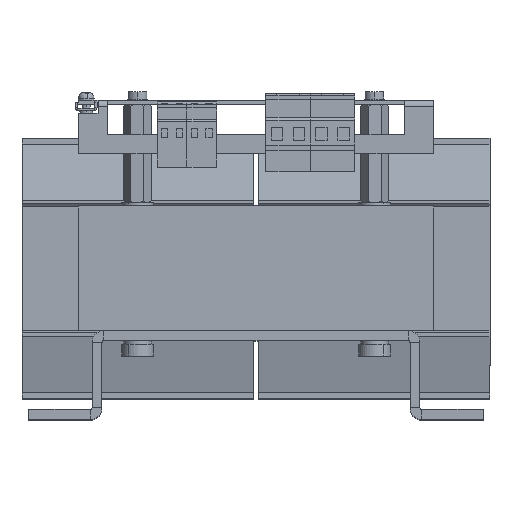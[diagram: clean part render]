
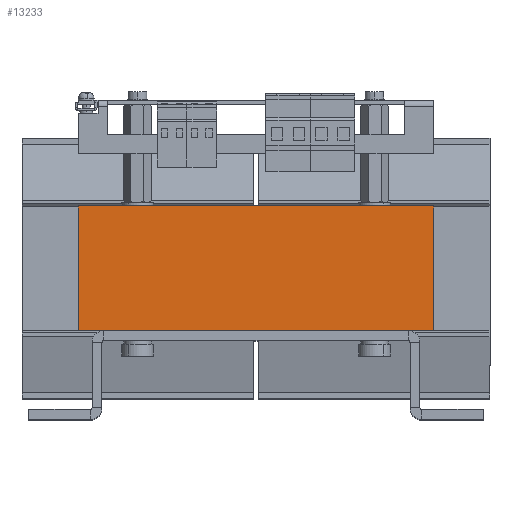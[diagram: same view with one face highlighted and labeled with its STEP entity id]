
A CAD part, top view. The second image highlights one B-rep face of the part: STEP entity #13233.
In plain terms, the highlighted planar face has unit normal (-0.001, 0, 1).
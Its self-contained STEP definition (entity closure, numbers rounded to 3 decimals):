
#28 = CARTESIAN_POINT ( 'NONE',  ( -89.955, 31.5, 149.8 ) ) ;
#109 = CARTESIAN_POINT ( 'NONE',  ( -89.955, 31.5, 149.8 ) ) ;
#378 = LINE ( 'NONE', #2710, #10538 ) ;
#932 = ORIENTED_EDGE ( 'NONE', *, *, #15570, .F. ) ;
#1122 = EDGE_LOOP ( 'NONE', ( #3615, #10348, #932, #5341 ) ) ;
#1660 = DIRECTION ( 'NONE',  ( 1., 0., 0.001 ) ) ;
#1716 = EDGE_CURVE ( 'NONE', #11710, #7993, #378, .T. ) ;
#1762 = PLANE ( 'NONE',  #10300 ) ;
#1961 = EDGE_CURVE ( 'NONE', #3706, #7993, #4453, .T. ) ;
#2244 = LINE ( 'NONE', #3347, #15234 ) ;
#2282 = DIRECTION ( 'NONE',  ( 0., -1., 0. ) ) ;
#2710 = CARTESIAN_POINT ( 'NONE',  ( -89.955, -31.5, 149.8 ) ) ;
#2848 = VERTEX_POINT ( 'NONE', #28 ) ;
#2941 = EDGE_CURVE ( 'NONE', #2848, #11710, #3716, .T. ) ;
#3347 = CARTESIAN_POINT ( 'NONE',  ( -89.955, 31.5, 149.8 ) ) ;
#3615 = ORIENTED_EDGE ( 'NONE', *, *, #1716, .T. ) ;
#3706 = VERTEX_POINT ( 'NONE', #9448 ) ;
#3716 = LINE ( 'NONE', #109, #11608 ) ;
#4453 = LINE ( 'NONE', #14245, #4673 ) ;
#4673 = VECTOR ( 'NONE', #13113, 1000. ) ;
#5136 = CARTESIAN_POINT ( 'NONE',  ( -89.955, -31.5, 149.8 ) ) ;
#5341 = ORIENTED_EDGE ( 'NONE', *, *, #2941, .T. ) ;
#5445 = DIRECTION ( 'NONE',  ( -1., 0., -0.001 ) ) ;
#6338 = CARTESIAN_POINT ( 'NONE',  ( -89.955, 31.5, 149.8 ) ) ;
#6648 = DIRECTION ( 'NONE',  ( 0.001, 0., -1. ) ) ;
#7993 = VERTEX_POINT ( 'NONE', #9905 ) ;
#9448 = CARTESIAN_POINT ( 'NONE',  ( 90., 31.5, 150.001 ) ) ;
#9905 = CARTESIAN_POINT ( 'NONE',  ( 90., -31.5, 150.001 ) ) ;
#10300 = AXIS2_PLACEMENT_3D ( 'NONE', #6338, #6648, #5445 ) ;
#10348 = ORIENTED_EDGE ( 'NONE', *, *, #1961, .F. ) ;
#10538 = VECTOR ( 'NONE', #1660, 1000. ) ;
#11608 = VECTOR ( 'NONE', #2282, 1000. ) ;
#11710 = VERTEX_POINT ( 'NONE', #5136 ) ;
#12741 = FACE_OUTER_BOUND ( 'NONE', #1122, .T. ) ;
#13113 = DIRECTION ( 'NONE',  ( 0., -1., 0. ) ) ;
#13233 = ADVANCED_FACE ( 'NONE', ( #12741 ), #1762, .F. ) ;
#14245 = CARTESIAN_POINT ( 'NONE',  ( 90., 31.5, 150.001 ) ) ;
#14497 = DIRECTION ( 'NONE',  ( 1., 0., 0.001 ) ) ;
#15234 = VECTOR ( 'NONE', #14497, 1000. ) ;
#15570 = EDGE_CURVE ( 'NONE', #2848, #3706, #2244, .T. ) ;
